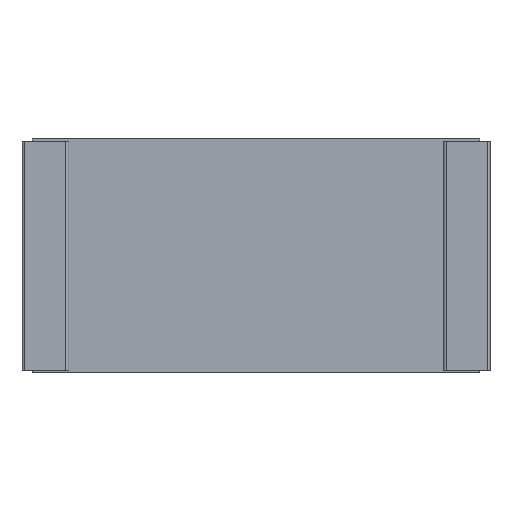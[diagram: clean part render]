
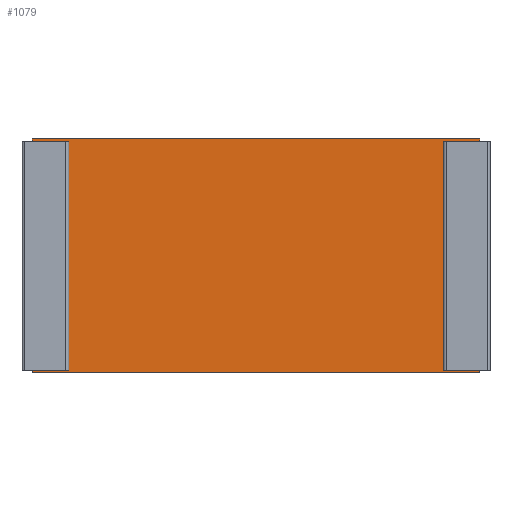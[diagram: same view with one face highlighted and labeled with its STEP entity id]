
A CAD part, front view. The second image highlights one B-rep face of the part: STEP entity #1079.
In plain terms, the highlighted planar face has unit normal (0, -1, 0).
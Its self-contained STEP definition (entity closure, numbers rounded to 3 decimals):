
#138=DIRECTION('',(-1.,0.,0.));
#139=VECTOR('',#138,4.78);
#140=CARTESIAN_POINT('',(2.39,-0.165,-1.25));
#141=LINE('',#140,#139);
#356=DIRECTION('',(-1.,0.,0.));
#357=VECTOR('',#356,0.39);
#358=CARTESIAN_POINT('',(2.39,-0.165,-1.225));
#359=LINE('',#358,#357);
#360=DIRECTION('',(0.,0.,-1.));
#361=VECTOR('',#360,0.025);
#362=CARTESIAN_POINT('',(2.39,-0.165,-1.225));
#363=LINE('',#362,#361);
#364=DIRECTION('',(-1.,0.,0.));
#365=VECTOR('',#364,0.39);
#366=CARTESIAN_POINT('',(-2.,-0.165,-1.225));
#367=LINE('',#366,#365);
#368=DIRECTION('',(0.,0.,1.));
#369=VECTOR('',#368,2.45);
#370=CARTESIAN_POINT('',(-2.,-0.165,-1.225));
#371=LINE('',#370,#369);
#372=DIRECTION('',(-1.,0.,0.));
#373=VECTOR('',#372,0.39);
#374=CARTESIAN_POINT('',(-2.,-0.165,1.225));
#375=LINE('',#374,#373);
#376=DIRECTION('',(0.,0.,-1.));
#377=VECTOR('',#376,0.025);
#378=CARTESIAN_POINT('',(2.39,-0.165,1.25));
#379=LINE('',#378,#377);
#380=DIRECTION('',(-1.,0.,0.));
#381=VECTOR('',#380,0.39);
#382=CARTESIAN_POINT('',(2.39,-0.165,1.225));
#383=LINE('',#382,#381);
#384=DIRECTION('',(0.,0.,1.));
#385=VECTOR('',#384,2.45);
#386=CARTESIAN_POINT('',(2.,-0.165,-1.225));
#387=LINE('',#386,#385);
#578=DIRECTION('',(0.,0.,-1.));
#579=VECTOR('',#578,0.025);
#580=CARTESIAN_POINT('',(-2.39,-0.165,-1.225));
#581=LINE('',#580,#579);
#586=DIRECTION('',(0.,0.,-1.));
#587=VECTOR('',#586,0.025);
#588=CARTESIAN_POINT('',(-2.39,-0.165,1.25));
#589=LINE('',#588,#587);
#594=DIRECTION('',(-1.,0.,0.));
#595=VECTOR('',#594,4.78);
#596=CARTESIAN_POINT('',(2.39,-0.165,1.25));
#597=LINE('',#596,#595);
#603=CARTESIAN_POINT('',(2.39,-0.165,-1.25));
#605=VERTEX_POINT('',#603);
#606=CARTESIAN_POINT('',(-2.39,-0.165,-1.25));
#607=VERTEX_POINT('',#606);
#611=CARTESIAN_POINT('',(2.39,-0.165,1.25));
#613=VERTEX_POINT('',#611);
#614=CARTESIAN_POINT('',(-2.39,-0.165,1.25));
#615=VERTEX_POINT('',#614);
#619=CARTESIAN_POINT('',(2.39,-0.165,-1.225));
#621=VERTEX_POINT('',#619);
#623=CARTESIAN_POINT('',(2.39,-0.165,1.225));
#625=VERTEX_POINT('',#623);
#626=CARTESIAN_POINT('',(2.,-0.165,-1.225));
#627=VERTEX_POINT('',#626);
#628=CARTESIAN_POINT('',(-2.,-0.165,-1.225));
#629=CARTESIAN_POINT('',(-2.39,-0.165,-1.225));
#630=VERTEX_POINT('',#628);
#631=VERTEX_POINT('',#629);
#632=CARTESIAN_POINT('',(2.,-0.165,1.225));
#633=VERTEX_POINT('',#632);
#634=CARTESIAN_POINT('',(-2.,-0.165,1.225));
#635=CARTESIAN_POINT('',(-2.39,-0.165,1.225));
#636=VERTEX_POINT('',#634);
#637=VERTEX_POINT('',#635);
#1052=CARTESIAN_POINT('',(2.39,-0.165,1.25));
#1053=DIRECTION('',(0.,1.,0.));
#1054=DIRECTION('',(-1.,0.,0.));
#1055=AXIS2_PLACEMENT_3D('',#1052,#1053,#1054);
#1056=PLANE('',#1055);
#1057=ORIENTED_EDGE('',*,*,#924,.F.);
#1059=ORIENTED_EDGE('',*,*,#1058,.T.);
#1060=ORIENTED_EDGE('',*,*,#763,.T.);
#1062=ORIENTED_EDGE('',*,*,#1061,.F.);
#1063=ORIENTED_EDGE('',*,*,#952,.F.);
#1065=ORIENTED_EDGE('',*,*,#1064,.T.);
#1067=ORIENTED_EDGE('',*,*,#1066,.T.);
#1069=ORIENTED_EDGE('',*,*,#1068,.F.);
#1071=ORIENTED_EDGE('',*,*,#1070,.F.);
#1073=ORIENTED_EDGE('',*,*,#1072,.T.);
#1075=ORIENTED_EDGE('',*,*,#1074,.T.);
#1076=ORIENTED_EDGE('',*,*,#1045,.F.);
#1077=EDGE_LOOP('',(#1057,#1059,#1060,#1062,#1063,#1065,#1067,#1069,#1071,#1073,
#1075,#1076));
#1078=FACE_OUTER_BOUND('',#1077,.F.);
#763=EDGE_CURVE('',#605,#607,#141,.T.);
#924=EDGE_CURVE('',#621,#627,#359,.T.);
#952=EDGE_CURVE('',#630,#631,#367,.T.);
#1045=EDGE_CURVE('',#627,#633,#387,.T.);
#1058=EDGE_CURVE('',#621,#605,#363,.T.);
#1061=EDGE_CURVE('',#631,#607,#581,.T.);
#1064=EDGE_CURVE('',#630,#636,#371,.T.);
#1066=EDGE_CURVE('',#636,#637,#375,.T.);
#1068=EDGE_CURVE('',#615,#637,#589,.T.);
#1070=EDGE_CURVE('',#613,#615,#597,.T.);
#1072=EDGE_CURVE('',#613,#625,#379,.T.);
#1074=EDGE_CURVE('',#625,#633,#383,.T.);
#1079=ADVANCED_FACE('',(#1078),#1056,.F.);
